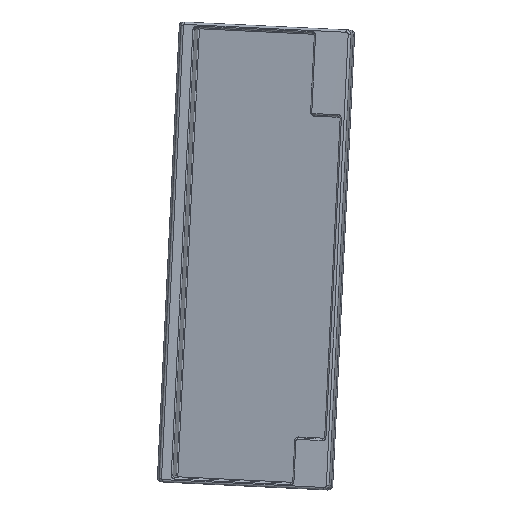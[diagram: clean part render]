
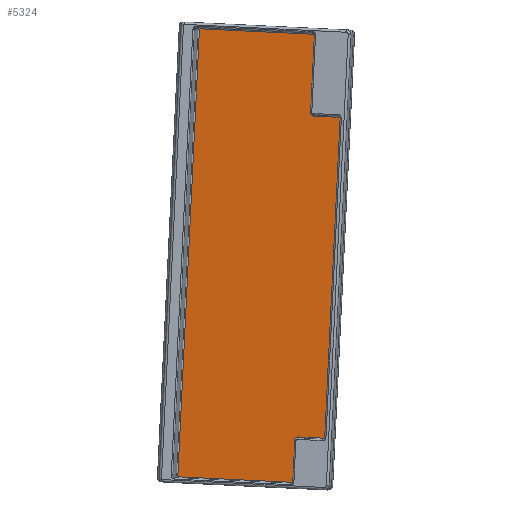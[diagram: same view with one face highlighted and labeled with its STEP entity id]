
A CAD part, top view. The second image highlights one B-rep face of the part: STEP entity #5324.
In plain terms, the highlighted face is planar.
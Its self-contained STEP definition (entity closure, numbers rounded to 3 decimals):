
#5165=CARTESIAN_POINT('Axis2P3D Location',(0.,0.,13.)) ;
#5170=CARTESIAN_POINT('Axis2P3D Location',(-97.464,-288.5,13.)) ;
#5174=CARTESIAN_POINT('Vertex',(-97.464,-289.2,13.)) ;
#5176=CARTESIAN_POINT('Vertex',(-98.164,-288.5,13.)) ;
#5179=CARTESIAN_POINT('Line Origine',(-60.982,-289.2,13.)) ;
#5183=CARTESIAN_POINT('Vertex',(-24.5,-289.2,13.)) ;
#5186=CARTESIAN_POINT('Axis2P3D Location',(-24.5,-288.5,13.)) ;
#5190=CARTESIAN_POINT('Vertex',(-23.8,-288.5,13.)) ;
#5193=CARTESIAN_POINT('Line Origine',(-23.8,-275.5,13.)) ;
#5197=CARTESIAN_POINT('Vertex',(-23.8,-262.5,13.)) ;
#5201=CARTESIAN_POINT('Control Point',(-23.8,-262.5,13.)) ;
#5202=CARTESIAN_POINT('Control Point',(-23.8,-262.499,13.)) ;
#5203=CARTESIAN_POINT('Control Point',(-23.8,-262.499,13.)) ;
#5204=CARTESIAN_POINT('Control Point',(-23.8,-262.498,13.)) ;
#5205=CARTESIAN_POINT('Control Point',(-23.8,-262.208,13.)) ;
#5206=CARTESIAN_POINT('Control Point',(-23.754,-261.918,13.)) ;
#5207=CARTESIAN_POINT('Control Point',(-23.662,-261.638,13.)) ;
#5208=CARTESIAN_POINT('Control Point',(-23.394,-261.117,13.)) ;
#5209=CARTESIAN_POINT('Control Point',(-22.979,-260.703,13.)) ;
#5210=CARTESIAN_POINT('Control Point',(-22.741,-260.531,13.)) ;
#5211=CARTESIAN_POINT('Control Point',(-22.35,-260.334,13.)) ;
#5212=CARTESIAN_POINT('Control Point',(-21.928,-260.233,13.)) ;
#5213=CARTESIAN_POINT('Control Point',(-21.786,-260.211,13.)) ;
#5214=CARTESIAN_POINT('Control Point',(-21.643,-260.2,13.)) ;
#5215=CARTESIAN_POINT('Control Point',(-21.5,-260.2,13.)) ;
#5216=CARTESIAN_POINT('Vertex',(-21.5,-260.2,13.)) ;
#5219=CARTESIAN_POINT('Line Origine',(-13.5,-260.2,13.)) ;
#5223=CARTESIAN_POINT('Vertex',(-5.5,-260.2,13.)) ;
#5226=CARTESIAN_POINT('Axis2P3D Location',(-5.5,-259.5,13.)) ;
#5230=CARTESIAN_POINT('Vertex',(-4.8,-259.5,13.)) ;
#5233=CARTESIAN_POINT('Line Origine',(-4.8,-158.,13.)) ;
#5237=CARTESIAN_POINT('Vertex',(-4.8,-56.5,13.)) ;
#5240=CARTESIAN_POINT('Axis2P3D Location',(-5.5,-56.5,13.)) ;
#5244=CARTESIAN_POINT('Vertex',(-5.5,-55.8,13.)) ;
#5247=CARTESIAN_POINT('Line Origine',(-13.5,-55.8,13.)) ;
#5251=CARTESIAN_POINT('Vertex',(-21.5,-55.8,13.)) ;
#5255=CARTESIAN_POINT('Control Point',(-21.5,-55.8,13.)) ;
#5256=CARTESIAN_POINT('Control Point',(-21.501,-55.8,13.)) ;
#5257=CARTESIAN_POINT('Control Point',(-21.501,-55.8,13.)) ;
#5258=CARTESIAN_POINT('Control Point',(-21.502,-55.8,13.)) ;
#5259=CARTESIAN_POINT('Control Point',(-21.792,-55.8,13.)) ;
#5260=CARTESIAN_POINT('Control Point',(-22.082,-55.754,13.)) ;
#5261=CARTESIAN_POINT('Control Point',(-22.362,-55.662,13.)) ;
#5262=CARTESIAN_POINT('Control Point',(-22.883,-55.394,13.)) ;
#5263=CARTESIAN_POINT('Control Point',(-23.297,-54.979,13.)) ;
#5264=CARTESIAN_POINT('Control Point',(-23.469,-54.741,13.)) ;
#5265=CARTESIAN_POINT('Control Point',(-23.666,-54.35,13.)) ;
#5266=CARTESIAN_POINT('Control Point',(-23.767,-53.928,13.)) ;
#5267=CARTESIAN_POINT('Control Point',(-23.789,-53.786,13.)) ;
#5268=CARTESIAN_POINT('Control Point',(-23.8,-53.643,13.)) ;
#5269=CARTESIAN_POINT('Control Point',(-23.8,-53.5,13.)) ;
#5270=CARTESIAN_POINT('Vertex',(-23.8,-53.5,13.)) ;
#5273=CARTESIAN_POINT('Line Origine',(-23.8,-29.,13.)) ;
#5277=CARTESIAN_POINT('Vertex',(-23.8,-4.5,13.)) ;
#5280=CARTESIAN_POINT('Axis2P3D Location',(-24.5,-4.5,13.)) ;
#5284=CARTESIAN_POINT('Vertex',(-24.5,-3.8,13.)) ;
#5287=CARTESIAN_POINT('Line Origine',(-60.982,-3.8,13.)) ;
#5291=CARTESIAN_POINT('Vertex',(-97.464,-3.8,13.)) ;
#5294=CARTESIAN_POINT('Axis2P3D Location',(-97.464,-4.5,13.)) ;
#5298=CARTESIAN_POINT('Vertex',(-98.164,-4.5,13.)) ;
#5301=CARTESIAN_POINT('Line Origine',(-98.164,-146.5,13.)) ;
#5166=DIRECTION('Axis2P3D Direction',(0.,0.,1.)) ;
#5167=DIRECTION('Axis2P3D XDirection',(1.,0.,0.)) ;
#5171=DIRECTION('Axis2P3D Direction',(0.,0.,1.)) ;
#5180=DIRECTION('Vector Direction',(-1.,0.,0.)) ;
#5187=DIRECTION('Axis2P3D Direction',(0.,0.,1.)) ;
#5194=DIRECTION('Vector Direction',(0.,-1.,0.)) ;
#5220=DIRECTION('Vector Direction',(1.,0.,0.)) ;
#5227=DIRECTION('Axis2P3D Direction',(0.,0.,1.)) ;
#5234=DIRECTION('Vector Direction',(0.,-1.,0.)) ;
#5241=DIRECTION('Axis2P3D Direction',(0.,0.,1.)) ;
#5248=DIRECTION('Vector Direction',(1.,0.,0.)) ;
#5274=DIRECTION('Vector Direction',(0.,-1.,0.)) ;
#5281=DIRECTION('Axis2P3D Direction',(0.,0.,1.)) ;
#5288=DIRECTION('Vector Direction',(1.,0.,0.)) ;
#5295=DIRECTION('Axis2P3D Direction',(0.,0.,1.)) ;
#5302=DIRECTION('Vector Direction',(0.,-1.,0.)) ;
#5168=AXIS2_PLACEMENT_3D('Plane Axis2P3D',#5165,#5166,#5167) ;
#5172=AXIS2_PLACEMENT_3D('Circle Axis2P3D',#5170,#5171,$) ;
#5188=AXIS2_PLACEMENT_3D('Circle Axis2P3D',#5186,#5187,$) ;
#5228=AXIS2_PLACEMENT_3D('Circle Axis2P3D',#5226,#5227,$) ;
#5242=AXIS2_PLACEMENT_3D('Circle Axis2P3D',#5240,#5241,$) ;
#5282=AXIS2_PLACEMENT_3D('Circle Axis2P3D',#5280,#5281,$) ;
#5296=AXIS2_PLACEMENT_3D('Circle Axis2P3D',#5294,#5295,$) ;
#5307=ORIENTED_EDGE('',*,*,#5178,.F.) ;
#5308=ORIENTED_EDGE('',*,*,#5185,.F.) ;
#5309=ORIENTED_EDGE('',*,*,#5192,.F.) ;
#5310=ORIENTED_EDGE('',*,*,#5199,.F.) ;
#5311=ORIENTED_EDGE('',*,*,#5218,.F.) ;
#5312=ORIENTED_EDGE('',*,*,#5225,.F.) ;
#5313=ORIENTED_EDGE('',*,*,#5232,.F.) ;
#5314=ORIENTED_EDGE('',*,*,#5239,.F.) ;
#5315=ORIENTED_EDGE('',*,*,#5246,.F.) ;
#5316=ORIENTED_EDGE('',*,*,#5253,.F.) ;
#5317=ORIENTED_EDGE('',*,*,#5272,.F.) ;
#5318=ORIENTED_EDGE('',*,*,#5279,.F.) ;
#5319=ORIENTED_EDGE('',*,*,#5286,.F.) ;
#5320=ORIENTED_EDGE('',*,*,#5293,.F.) ;
#5321=ORIENTED_EDGE('',*,*,#5300,.F.) ;
#5322=ORIENTED_EDGE('',*,*,#5305,.F.) ;
#5181=VECTOR('Line Direction',#5180,1.) ;
#5195=VECTOR('Line Direction',#5194,1.) ;
#5221=VECTOR('Line Direction',#5220,1.) ;
#5235=VECTOR('Line Direction',#5234,1.) ;
#5249=VECTOR('Line Direction',#5248,1.) ;
#5275=VECTOR('Line Direction',#5274,1.) ;
#5289=VECTOR('Line Direction',#5288,1.) ;
#5303=VECTOR('Line Direction',#5302,1.) ;
#5324=ADVANCED_FACE('PartBody',(#5323),#5169,.T.) ;
#5200=B_SPLINE_CURVE_WITH_KNOTS('',5,(#5201,#5202,#5203,#5204,#5205,#5206,#5207,#5208,#5209,#5210,#5211,#5212,#5213,#5214,#5215),.UNSPECIFIED.,.F.,.U.,(6,3,3,3,6),(6.47,6.474,8.202,9.93,10.783),.UNSPECIFIED.) ;
#5254=B_SPLINE_CURVE_WITH_KNOTS('',5,(#5255,#5256,#5257,#5258,#5259,#5260,#5261,#5262,#5263,#5264,#5265,#5266,#5267,#5268,#5269),.UNSPECIFIED.,.F.,.U.,(6,3,3,3,6),(6.47,6.474,8.202,9.93,10.783),.UNSPECIFIED.) ;
#5173=CIRCLE('generated circle',#5172,0.7) ;
#5189=CIRCLE('generated circle',#5188,0.7) ;
#5229=CIRCLE('generated circle',#5228,0.7) ;
#5243=CIRCLE('generated circle',#5242,0.7) ;
#5283=CIRCLE('generated circle',#5282,0.7) ;
#5297=CIRCLE('generated circle',#5296,0.7) ;
#5178=EDGE_CURVE('',#5175,#5177,#5173,.F.) ;
#5185=EDGE_CURVE('',#5184,#5175,#5182,.T.) ;
#5192=EDGE_CURVE('',#5191,#5184,#5189,.F.) ;
#5199=EDGE_CURVE('',#5198,#5191,#5196,.T.) ;
#5218=EDGE_CURVE('',#5217,#5198,#5200,.F.) ;
#5225=EDGE_CURVE('',#5224,#5217,#5222,.F.) ;
#5232=EDGE_CURVE('',#5231,#5224,#5229,.F.) ;
#5239=EDGE_CURVE('',#5238,#5231,#5236,.T.) ;
#5246=EDGE_CURVE('',#5245,#5238,#5243,.F.) ;
#5253=EDGE_CURVE('',#5252,#5245,#5250,.T.) ;
#5272=EDGE_CURVE('',#5271,#5252,#5254,.F.) ;
#5279=EDGE_CURVE('',#5278,#5271,#5276,.T.) ;
#5286=EDGE_CURVE('',#5285,#5278,#5283,.F.) ;
#5293=EDGE_CURVE('',#5292,#5285,#5290,.T.) ;
#5300=EDGE_CURVE('',#5299,#5292,#5297,.F.) ;
#5305=EDGE_CURVE('',#5177,#5299,#5304,.F.) ;
#5306=EDGE_LOOP('',(#5307,#5308,#5309,#5310,#5311,#5312,#5313,#5314,#5315,#5316,#5317,#5318,#5319,#5320,#5321,#5322)) ;
#5323=FACE_OUTER_BOUND('',#5306,.T.) ;
#5182=LINE('Line',#5179,#5181) ;
#5196=LINE('Line',#5193,#5195) ;
#5222=LINE('Line',#5219,#5221) ;
#5236=LINE('Line',#5233,#5235) ;
#5250=LINE('Line',#5247,#5249) ;
#5276=LINE('Line',#5273,#5275) ;
#5290=LINE('Line',#5287,#5289) ;
#5304=LINE('Line',#5301,#5303) ;
#5169=PLANE('Plane',#5168) ;
#5175=VERTEX_POINT('',#5174) ;
#5177=VERTEX_POINT('',#5176) ;
#5184=VERTEX_POINT('',#5183) ;
#5191=VERTEX_POINT('',#5190) ;
#5198=VERTEX_POINT('',#5197) ;
#5217=VERTEX_POINT('',#5216) ;
#5224=VERTEX_POINT('',#5223) ;
#5231=VERTEX_POINT('',#5230) ;
#5238=VERTEX_POINT('',#5237) ;
#5245=VERTEX_POINT('',#5244) ;
#5252=VERTEX_POINT('',#5251) ;
#5271=VERTEX_POINT('',#5270) ;
#5278=VERTEX_POINT('',#5277) ;
#5285=VERTEX_POINT('',#5284) ;
#5292=VERTEX_POINT('',#5291) ;
#5299=VERTEX_POINT('',#5298) ;
